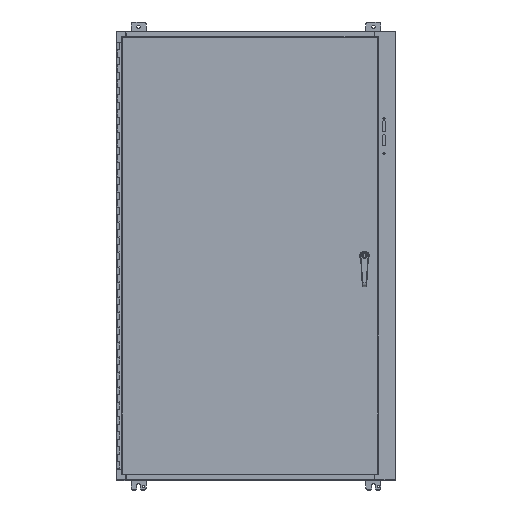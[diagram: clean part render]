
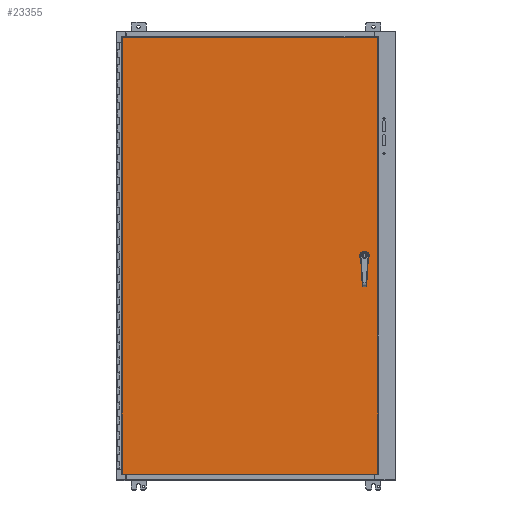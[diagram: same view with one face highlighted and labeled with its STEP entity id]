
A CAD part, top view. The second image highlights one B-rep face of the part: STEP entity #23355.
In plain terms, the highlighted planar face has unit normal (0, 0, 1).
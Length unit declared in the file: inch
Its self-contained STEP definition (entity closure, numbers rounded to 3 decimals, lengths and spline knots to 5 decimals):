
#21878=CARTESIAN_POINT('',(32.05725,29.03738,0.074));
#21879=VERTEX_POINT('',#21878);
#21886=CARTESIAN_POINT('',(32.24463,28.85,0.074));
#21887=VERTEX_POINT('',#21886);
#21888=CARTESIAN_POINT('',(32.45725,29.25,0.074));
#21889=DIRECTION('',(0.0,0.0,-1.0));
#21890=DIRECTION('',(0.883,0.469,0.0));
#21891=AXIS2_PLACEMENT_3D('',#21888,#21889,#21890);
#21892=CIRCLE('',#21891,0.453);
#21893=EDGE_CURVE('',#21887,#21879,#21892,.T.);
#21918=CARTESIAN_POINT('',(32.66987,28.85,0.074));
#21919=VERTEX_POINT('',#21918);
#21920=CARTESIAN_POINT('',(32.66987,28.85,0.074));
#21921=DIRECTION('',(-1.0,0.0,0.0));
#21922=VECTOR('',#21921,0.42525);
#21923=LINE('',#21920,#21922);
#21924=EDGE_CURVE('',#21919,#21887,#21923,.T.);
#21950=CARTESIAN_POINT('',(32.85725,29.03738,0.074));
#21951=VERTEX_POINT('',#21950);
#21952=CARTESIAN_POINT('',(32.45725,29.25,0.074));
#21953=DIRECTION('',(0.0,0.0,-1.0));
#21954=DIRECTION('',(-0.469,0.883,0.0));
#21955=AXIS2_PLACEMENT_3D('',#21952,#21953,#21954);
#21956=CIRCLE('',#21955,0.453);
#21957=EDGE_CURVE('',#21951,#21919,#21956,.T.);
#21982=CARTESIAN_POINT('',(32.85725,29.46262,0.074));
#21983=VERTEX_POINT('',#21982);
#21984=CARTESIAN_POINT('',(32.85725,29.46262,0.074));
#21985=DIRECTION('',(0.0,-1.0,0.0));
#21986=VECTOR('',#21985,0.42525);
#21987=LINE('',#21984,#21986);
#21988=EDGE_CURVE('',#21983,#21951,#21987,.T.);
#22014=CARTESIAN_POINT('',(32.66987,29.65,0.074));
#22015=VERTEX_POINT('',#22014);
#22016=CARTESIAN_POINT('',(32.45725,29.25,0.074));
#22017=DIRECTION('',(0.0,0.0,-1.0));
#22018=DIRECTION('',(-0.883,-0.469,0.0));
#22019=AXIS2_PLACEMENT_3D('',#22016,#22017,#22018);
#22020=CIRCLE('',#22019,0.453);
#22021=EDGE_CURVE('',#22015,#21983,#22020,.T.);
#22046=CARTESIAN_POINT('',(32.24463,29.65,0.074));
#22047=VERTEX_POINT('',#22046);
#22048=CARTESIAN_POINT('',(32.24463,29.65,0.074));
#22049=DIRECTION('',(1.0,0.0,0.0));
#22050=VECTOR('',#22049,0.42525);
#22051=LINE('',#22048,#22050);
#22052=EDGE_CURVE('',#22047,#22015,#22051,.T.);
#22078=CARTESIAN_POINT('',(32.05725,29.46262,0.074));
#22079=VERTEX_POINT('',#22078);
#22080=CARTESIAN_POINT('',(32.45725,29.25,0.074));
#22081=DIRECTION('',(0.0,0.0,-1.0));
#22082=DIRECTION('',(0.469,-0.883,0.0));
#22083=AXIS2_PLACEMENT_3D('',#22080,#22081,#22082);
#22084=CIRCLE('',#22083,0.453);
#22085=EDGE_CURVE('',#22079,#22047,#22084,.T.);
#22108=CARTESIAN_POINT('',(32.05725,29.03738,0.074));
#22109=DIRECTION('',(0.0,1.0,0.0));
#22110=VECTOR('',#22109,0.42525);
#22111=LINE('',#22108,#22110);
#22112=EDGE_CURVE('',#21879,#22079,#22111,.T.);
#22332=CARTESIAN_POINT('',(34.2385,58.39475,0.074));
#22333=VERTEX_POINT('',#22332);
#22344=CARTESIAN_POINT('',(34.2385,0.10525,0.074));
#22345=VERTEX_POINT('',#22344);
#22346=CARTESIAN_POINT('',(34.2385,0.10525,0.074));
#22347=DIRECTION('',(0.0,1.0,0.0));
#22348=VECTOR('',#22347,58.2895);
#22349=LINE('',#22346,#22348);
#22350=EDGE_CURVE('',#22345,#22333,#22349,.T.);
#22612=CARTESIAN_POINT('',(0.10525,58.39475,0.074));
#22613=VERTEX_POINT('',#22612);
#22624=CARTESIAN_POINT('',(34.2385,58.39475,0.074));
#22625=DIRECTION('',(-1.0,0.0,0.0));
#22626=VECTOR('',#22625,34.13325);
#22627=LINE('',#22624,#22626);
#22628=EDGE_CURVE('',#22333,#22613,#22627,.T.);
#22883=CARTESIAN_POINT('',(0.10525,0.10525,0.074));
#22884=VERTEX_POINT('',#22883);
#22895=CARTESIAN_POINT('',(0.10525,58.39475,0.074));
#22896=DIRECTION('',(0.0,-1.0,0.0));
#22897=VECTOR('',#22896,58.2895);
#22898=LINE('',#22895,#22897);
#22899=EDGE_CURVE('',#22613,#22884,#22898,.T.);
#23097=CARTESIAN_POINT('',(0.10525,0.10525,0.074));
#23098=DIRECTION('',(1.0,0.0,0.0));
#23099=VECTOR('',#23098,34.13325);
#23100=LINE('',#23097,#23099);
#23101=EDGE_CURVE('',#22884,#22345,#23100,.T.);
#23334=CARTESIAN_POINT('',(17.17187,29.25,0.074));
#23335=DIRECTION('',(0.0,0.0,1.0));
#23336=DIRECTION('',(1.0,0.0,0.0));
#23337=AXIS2_PLACEMENT_3D('',#23334,#23335,#23336);
#23338=PLANE('',#23337);
#23339=ORIENTED_EDGE('',*,*,#22350,.T.);
#23340=ORIENTED_EDGE('',*,*,#22628,.T.);
#23341=ORIENTED_EDGE('',*,*,#22899,.T.);
#23342=ORIENTED_EDGE('',*,*,#23101,.T.);
#23343=EDGE_LOOP('',(#23339,#23340,#23341,#23342));
#23344=FACE_OUTER_BOUND('',#23343,.T.);
#23345=ORIENTED_EDGE('',*,*,#21893,.T.);
#23346=ORIENTED_EDGE('',*,*,#22112,.T.);
#23347=ORIENTED_EDGE('',*,*,#22085,.T.);
#23348=ORIENTED_EDGE('',*,*,#22052,.T.);
#23349=ORIENTED_EDGE('',*,*,#22021,.T.);
#23350=ORIENTED_EDGE('',*,*,#21988,.T.);
#23351=ORIENTED_EDGE('',*,*,#21957,.T.);
#23352=ORIENTED_EDGE('',*,*,#21924,.T.);
#23353=EDGE_LOOP('',(#23345,#23346,#23347,#23348,#23349,#23350,#23351,#23352));
#23354=FACE_BOUND('',#23353,.T.);
#23355=ADVANCED_FACE('',(#23344,#23354),#23338,.T.);
